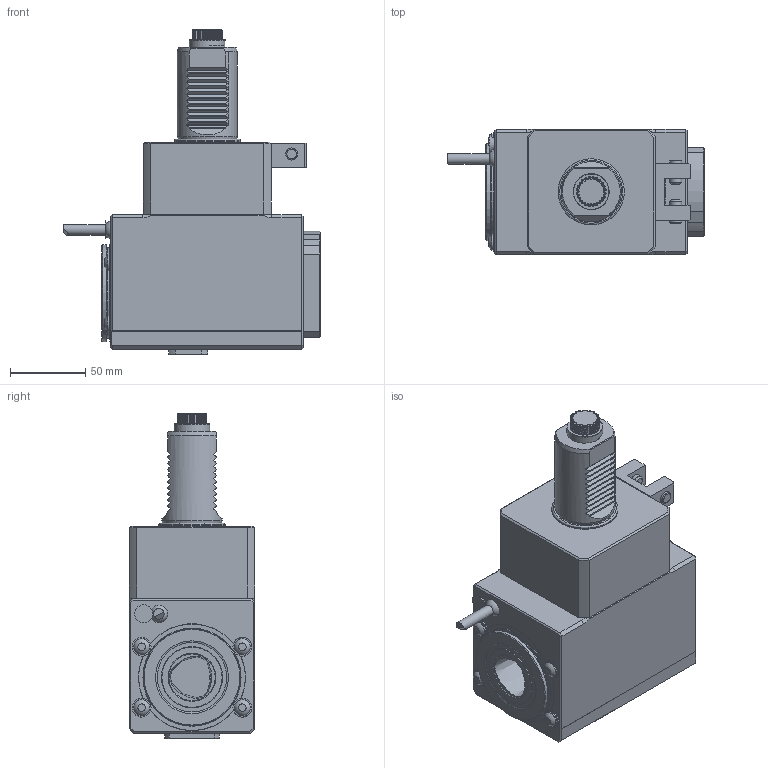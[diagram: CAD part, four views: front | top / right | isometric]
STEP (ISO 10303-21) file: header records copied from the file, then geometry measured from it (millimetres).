
FILE_DESCRIPTION(/* description */ ('Unknown'),/* implementation_level */ '2;1');
FILE_NAME(/* name */ 'C4_DNI_VD40B_I_A_SIM',/* time_stamp */ '2023-07-14T08:42:12+02:00',/* author */ ('WTO KS'),/* organization */ ('WTO'),/* preprocessor_version */ 'ST-DEVELOPER v16.7',/* originating_system */ 'DEX',/* authorisation */ $);
FILE_SCHEMA (('AUTOMOTIVE_DESIGN {1 0 10303 214 3 1 1}'));
Length unit declared in the file: millimetre
Products named in the file (1): 118573_C4-DNI-VD40B-I-A_vereinfacht_STP_00473557
Bounding box: 170.2 x 83 x 215.8 mm (x, y, z)
Surface area: 93802.3 mm2 (no closed solid volume)
Topology: 0 solids, 1 shells, 583 faces, 1575 edges, 1017 vertices
Faces by surface type: plane 238, cylinder 236, torus 53, cone 50, sphere 5, bspline 1
Full cylindrical faces by diameter (mm): 2.5 x1, 6 x1, 7 x1, 8 x4, 10.5 x4, 12 x1, 16 x1, 23.8 x1, 40 x1, 43.9 x1, 60 x1, 64.4 x1
Entity records: 18367 total; most frequent: CARTESIAN_POINT 4552, ORIENTED_EDGE 2994, DIRECTION 2705, EDGE_CURVE 1497, AXIS2_PLACEMENT_3D 1057, VERTEX_POINT 1000, EDGE_LOOP 647, FACE_BOUND 647
